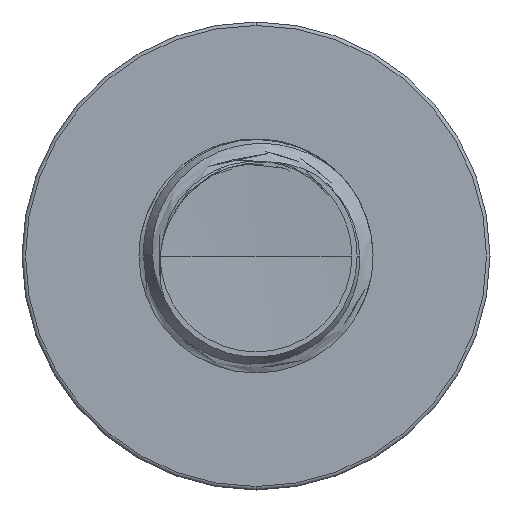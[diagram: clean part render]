
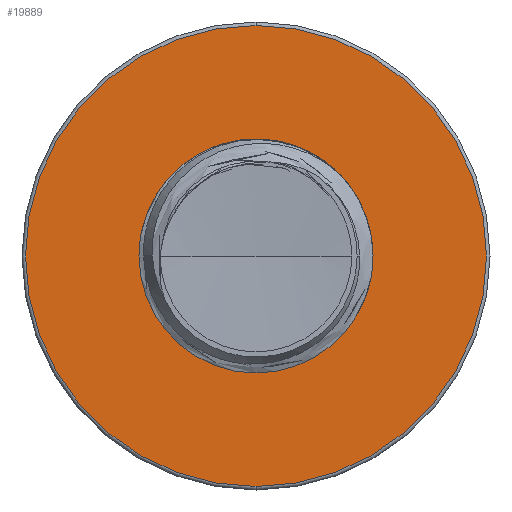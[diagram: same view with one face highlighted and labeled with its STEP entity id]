
A CAD part, front view. The second image highlights one B-rep face of the part: STEP entity #19889.
In plain terms, the highlighted planar face has unit normal (0, -1, 0).
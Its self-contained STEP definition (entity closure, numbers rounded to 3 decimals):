
#366 = CIRCLE ( 'NONE', #24046, 3.94 ) ;
#417 = ORIENTED_EDGE ( 'NONE', *, *, #20173, .F. ) ;
#527 = FACE_OUTER_BOUND ( 'NONE', #14428, .T. ) ;
#1068 = PLANE ( 'NONE',  #21156 ) ;
#1496 = CIRCLE ( 'NONE', #18082, 3.94 ) ;
#2879 = EDGE_CURVE ( 'NONE', #20860, #14124, #11467, .T. ) ;
#3115 = CARTESIAN_POINT ( 'NONE',  ( 0., 8., 1.971 ) ) ;
#3983 = ORIENTED_EDGE ( 'NONE', *, *, #4531, .T. ) ;
#4531 = EDGE_CURVE ( 'NONE', #12696, #15994, #366, .T. ) ;
#6690 = AXIS2_PLACEMENT_3D ( 'NONE', #20883, #9642, #22811 ) ;
#7840 = ORIENTED_EDGE ( 'NONE', *, *, #2879, .F. ) ;
#9165 = CARTESIAN_POINT ( 'NONE',  ( 0., 8., 3.94 ) ) ;
#9327 = DIRECTION ( 'NONE',  ( 0., -1., 0. ) ) ;
#9413 = CARTESIAN_POINT ( 'NONE',  ( 0., 8., -1.971 ) ) ;
#9522 = FACE_BOUND ( 'NONE', #14945, .T. ) ;
#9642 = DIRECTION ( 'NONE',  ( 0., -1., 0. ) ) ;
#11467 = CIRCLE ( 'NONE', #21190, 1.971 ) ;
#11890 = DIRECTION ( 'NONE',  ( 0., -1., 0. ) ) ;
#12696 = VERTEX_POINT ( 'NONE', #21792 ) ;
#13357 = CIRCLE ( 'NONE', #6690, 1.971 ) ;
#14124 = VERTEX_POINT ( 'NONE', #9413 ) ;
#14428 = EDGE_LOOP ( 'NONE', ( #3983, #19660 ) ) ;
#14945 = EDGE_LOOP ( 'NONE', ( #417, #7840 ) ) ;
#15994 = VERTEX_POINT ( 'NONE', #9165 ) ;
#17052 = DIRECTION ( 'NONE',  ( 0., 0., -1. ) ) ;
#17082 = DIRECTION ( 'NONE',  ( 0., -1., 0. ) ) ;
#17106 = CARTESIAN_POINT ( 'NONE',  ( 0., 8., 0. ) ) ;
#17239 = DIRECTION ( 'NONE',  ( 0., 0., -1. ) ) ;
#17512 = DIRECTION ( 'NONE',  ( 0., -1., 0. ) ) ;
#17517 = CARTESIAN_POINT ( 'NONE',  ( 0., 8., 0. ) ) ;
#18082 = AXIS2_PLACEMENT_3D ( 'NONE', #23125, #11890, #24979 ) ;
#19463 = CARTESIAN_POINT ( 'NONE',  ( 0., 8., 1.971 ) ) ;
#19660 = ORIENTED_EDGE ( 'NONE', *, *, #20669, .T. ) ;
#19889 = ADVANCED_FACE ( 'NONE', ( #527, #9522 ), #1068, .T. ) ;
#20173 = EDGE_CURVE ( 'NONE', #14124, #20860, #13357, .T. ) ;
#20669 = EDGE_CURVE ( 'NONE', #15994, #12696, #1496, .T. ) ;
#20860 = VERTEX_POINT ( 'NONE', #19463 ) ;
#20883 = CARTESIAN_POINT ( 'NONE',  ( 0., 8., 0. ) ) ;
#21156 = AXIS2_PLACEMENT_3D ( 'NONE', #3115, #9327, #22482 ) ;
#21190 = AXIS2_PLACEMENT_3D ( 'NONE', #17517, #17512, #17239 ) ;
#21792 = CARTESIAN_POINT ( 'NONE',  ( 0., 8., -3.94 ) ) ;
#22482 = DIRECTION ( 'NONE',  ( 0., 0., -1. ) ) ;
#22811 = DIRECTION ( 'NONE',  ( 0., 0., -1. ) ) ;
#23125 = CARTESIAN_POINT ( 'NONE',  ( 0., 8., 0. ) ) ;
#24046 = AXIS2_PLACEMENT_3D ( 'NONE', #17106, #17082, #17052 ) ;
#24979 = DIRECTION ( 'NONE',  ( 0., 0., -1. ) ) ;
